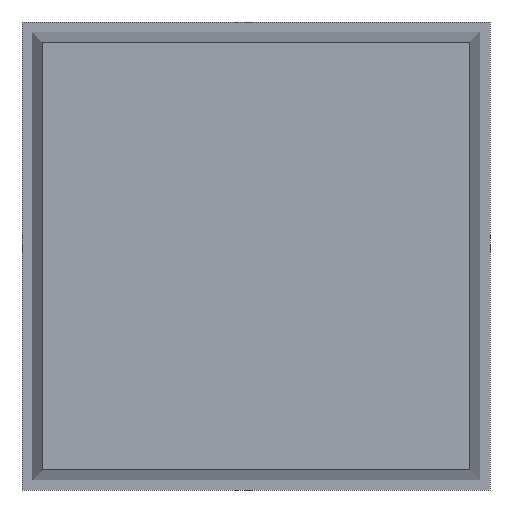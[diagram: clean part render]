
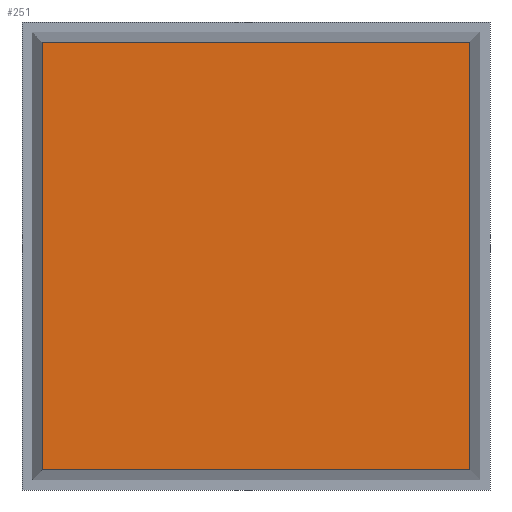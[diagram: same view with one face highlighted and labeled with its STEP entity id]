
A CAD part, front view. The second image highlights one B-rep face of the part: STEP entity #251.
In plain terms, the highlighted planar face has unit normal (0, -1, 0).
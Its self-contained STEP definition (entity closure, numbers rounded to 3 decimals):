
#15 = LINE ( 'NONE', #135, #48 ) ;
#19 = EDGE_CURVE ( 'NONE', #283, #344, #378, .T. ) ;
#35 = LINE ( 'NONE', #356, #323 ) ;
#38 = EDGE_CURVE ( 'NONE', #271, #283, #35, .T. ) ;
#41 = DIRECTION ( 'NONE',  ( 0., 0., 1. ) ) ;
#48 = VECTOR ( 'NONE', #41, 1000. ) ;
#58 = FACE_OUTER_BOUND ( 'NONE', #149, .T. ) ;
#63 = CARTESIAN_POINT ( 'NONE',  ( 20.994, -14.5, -20.994 ) ) ;
#92 = DIRECTION ( 'NONE',  ( 1., 0., 0. ) ) ;
#93 = AXIS2_PLACEMENT_3D ( 'NONE', #179, #290, #92 ) ;
#97 = ORIENTED_EDGE ( 'NONE', *, *, #38, .F. ) ;
#106 = DIRECTION ( 'NONE',  ( 1., 0., 0. ) ) ;
#108 = EDGE_CURVE ( 'NONE', #344, #204, #15, .T. ) ;
#120 = CARTESIAN_POINT ( 'NONE',  ( 22., -14.5, -20.994 ) ) ;
#128 = CARTESIAN_POINT ( 'NONE',  ( -20.994, -14.5, -20.994 ) ) ;
#135 = CARTESIAN_POINT ( 'NONE',  ( -20.994, -14.5, -22. ) ) ;
#149 = EDGE_LOOP ( 'NONE', ( #97, #241, #352, #213 ) ) ;
#161 = CARTESIAN_POINT ( 'NONE',  ( -22., -14.5, 20.994 ) ) ;
#179 = CARTESIAN_POINT ( 'NONE',  ( 0., -14.5, 0. ) ) ;
#185 = LINE ( 'NONE', #161, #285 ) ;
#204 = VERTEX_POINT ( 'NONE', #261 ) ;
#213 = ORIENTED_EDGE ( 'NONE', *, *, #19, .F. ) ;
#215 = CARTESIAN_POINT ( 'NONE',  ( 20.994, -14.5, 20.994 ) ) ;
#217 = VECTOR ( 'NONE', #265, 1000. ) ;
#241 = ORIENTED_EDGE ( 'NONE', *, *, #305, .F. ) ;
#251 = ADVANCED_FACE ( 'NONE', ( #58 ), #348, .F. ) ;
#261 = CARTESIAN_POINT ( 'NONE',  ( -20.994, -14.5, 20.994 ) ) ;
#265 = DIRECTION ( 'NONE',  ( -1., 0., 0. ) ) ;
#271 = VERTEX_POINT ( 'NONE', #215 ) ;
#283 = VERTEX_POINT ( 'NONE', #63 ) ;
#285 = VECTOR ( 'NONE', #106, 1000. ) ;
#290 = DIRECTION ( 'NONE',  ( 0., 1., 0. ) ) ;
#305 = EDGE_CURVE ( 'NONE', #204, #271, #185, .T. ) ;
#323 = VECTOR ( 'NONE', #347, 1000. ) ;
#344 = VERTEX_POINT ( 'NONE', #128 ) ;
#347 = DIRECTION ( 'NONE',  ( 0., 0., -1. ) ) ;
#348 = PLANE ( 'NONE',  #93 ) ;
#352 = ORIENTED_EDGE ( 'NONE', *, *, #108, .F. ) ;
#356 = CARTESIAN_POINT ( 'NONE',  ( 20.994, -14.5, 22. ) ) ;
#378 = LINE ( 'NONE', #120, #217 ) ;
